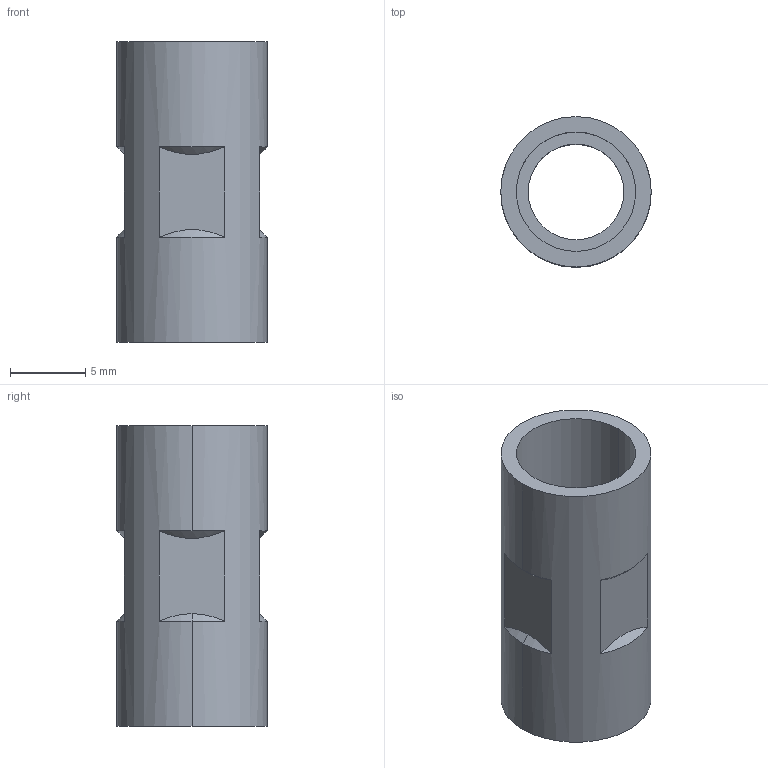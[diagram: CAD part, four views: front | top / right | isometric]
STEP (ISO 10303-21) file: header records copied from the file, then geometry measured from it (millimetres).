
FILE_DESCRIPTION (( 'STEP AP203' ), '1' );
FILE_NAME ('13-018369.step', '2022-02-23T08:30:36', ( '' ), ( '' ), 'SwSTEP 2.0', 'SolidWorks 2021', '' );
FILE_SCHEMA (( 'CONFIG_CONTROL_DESIGN' ));
Length unit declared in the file: millimetre
Products named in the file (1): 13-018369
Bounding box: 10 x 10 x 20 mm (x, y, z)
Volume: 770.9 mm3; surface area: 1159.9 mm2
Topology: 1 solids, 1 shells, 23 faces, 52 edges, 34 vertices
Faces by surface type: cone 10, plane 7, cylinder 6
Entity records: 789 total; most frequent: CARTESIAN_POINT 184, DIRECTION 114, ORIENTED_EDGE 104, EDGE_CURVE 52, AXIS2_PLACEMENT_3D 48, VERTEX_POINT 34, EDGE_LOOP 28, CIRCLE 24
